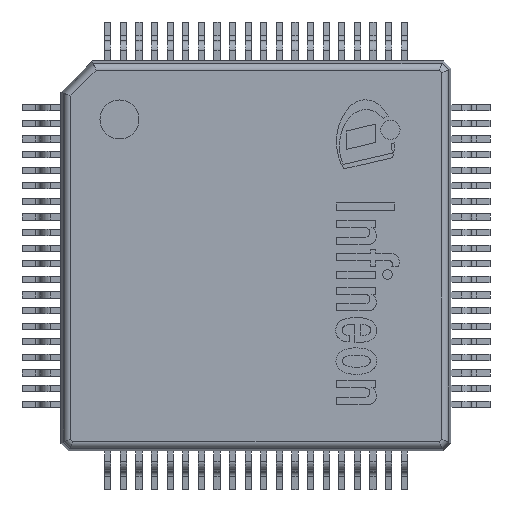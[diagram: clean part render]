
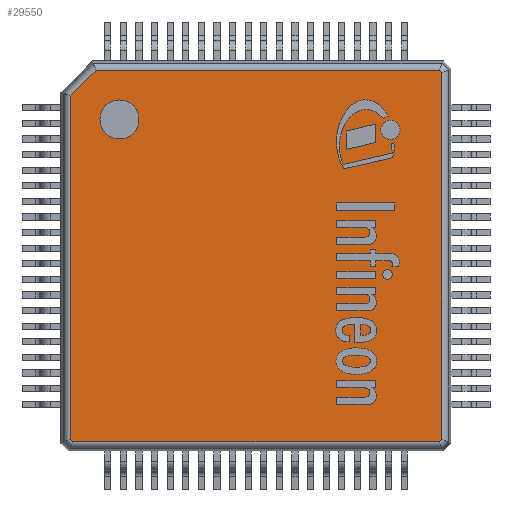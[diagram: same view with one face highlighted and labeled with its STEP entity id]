
A CAD part, top view. The second image highlights one B-rep face of the part: STEP entity #29550.
In plain terms, the highlighted planar face has unit normal (0, 0, 1).
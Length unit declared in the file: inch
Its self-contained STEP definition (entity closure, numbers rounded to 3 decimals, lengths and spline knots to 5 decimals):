
#101=FACE_BOUND('',#3328,.T.);
#397=PLANE('',#31624);
#1585=FACE_OUTER_BOUND('',#3327,.T.);
#3327=EDGE_LOOP('',(#20954,#20955,#20956,#20957,#20958,#20959,#20960,#20961));
#3328=EDGE_LOOP('',(#20962));
#5162=LINE('',#44398,#8361);
#5164=LINE('',#44406,#8363);
#5166=LINE('',#44412,#8365);
#5169=LINE('',#44420,#8368);
#5171=LINE('',#44426,#8370);
#5173=LINE('',#44432,#8372);
#5175=LINE('',#44438,#8374);
#5177=LINE('',#44442,#8376);
#8361=VECTOR('',#35322,1.);
#8363=VECTOR('',#35330,1.);
#8365=VECTOR('',#35336,1.);
#8368=VECTOR('',#35343,1.);
#8370=VECTOR('',#35349,1.);
#8372=VECTOR('',#35355,1.);
#8374=VECTOR('',#35361,1.);
#8376=VECTOR('',#35367,1.);
#11489=CIRCLE('',#31625,0.5);
#12839=VERTEX_POINT('',#44396);
#12840=VERTEX_POINT('',#44397);
#12843=VERTEX_POINT('',#44405);
#12845=VERTEX_POINT('',#44411);
#12848=VERTEX_POINT('',#44419);
#12850=VERTEX_POINT('',#44425);
#12852=VERTEX_POINT('',#44431);
#12854=VERTEX_POINT('',#44437);
#12860=VERTEX_POINT('',#44462);
#15929=EDGE_CURVE('',#12839,#12840,#5162,.T.);
#15933=EDGE_CURVE('',#12840,#12843,#5164,.T.);
#15936=EDGE_CURVE('',#12843,#12845,#5166,.T.);
#15940=EDGE_CURVE('',#12845,#12848,#5169,.T.);
#15943=EDGE_CURVE('',#12848,#12850,#5171,.T.);
#15946=EDGE_CURVE('',#12850,#12852,#5173,.T.);
#15949=EDGE_CURVE('',#12852,#12854,#5175,.T.);
#15952=EDGE_CURVE('',#12854,#12839,#5177,.T.);
#15962=EDGE_CURVE('',#12860,#12860,#11489,.T.);
#20954=ORIENTED_EDGE('',*,*,#15929,.F.);
#20955=ORIENTED_EDGE('',*,*,#15952,.F.);
#20956=ORIENTED_EDGE('',*,*,#15949,.F.);
#20957=ORIENTED_EDGE('',*,*,#15946,.F.);
#20958=ORIENTED_EDGE('',*,*,#15943,.F.);
#20959=ORIENTED_EDGE('',*,*,#15940,.F.);
#20960=ORIENTED_EDGE('',*,*,#15936,.F.);
#20961=ORIENTED_EDGE('',*,*,#15933,.F.);
#20962=ORIENTED_EDGE('',*,*,#15962,.T.);
#29550=ADVANCED_FACE('',(#1585,#101),#397,.T.);
#31624=AXIS2_PLACEMENT_3D('',#44461,#35385,#35386);
#31625=AXIS2_PLACEMENT_3D('',#44463,#35387,#35388);
#35322=DIRECTION('',(0.707,-0.707,0.));
#35330=DIRECTION('',(0.,-1.,0.));
#35336=DIRECTION('',(-0.707,-0.707,0.));
#35343=DIRECTION('',(-1.,0.,0.));
#35349=DIRECTION('',(-0.707,0.707,0.));
#35355=DIRECTION('',(0.,1.,0.));
#35361=DIRECTION('',(0.707,0.707,0.));
#35367=DIRECTION('',(1.,0.,0.));
#35385=DIRECTION('center_axis',(0.,0.,1.));
#35386=DIRECTION('ref_axis',(0.,-1.,0.));
#35387=DIRECTION('center_axis',(0.,0.,-1.));
#35388=DIRECTION('ref_axis',(-1.,0.,0.));
#44396=CARTESIAN_POINT('',(4.70067,4.76019,1.2));
#44397=CARTESIAN_POINT('',(4.76019,4.70067,1.2));
#44398=CARTESIAN_POINT('',(4.70444,4.75642,1.2));
#44405=CARTESIAN_POINT('',(4.76019,-4.70067,1.2));
#44406=CARTESIAN_POINT('',(4.76019,2.37599,1.2));
#44411=CARTESIAN_POINT('',(4.70067,-4.76019,1.2));
#44412=CARTESIAN_POINT('',(4.78043,-4.68043,1.2));
#44419=CARTESIAN_POINT('',(-4.70067,-4.76019,1.2));
#44420=CARTESIAN_POINT('',(2.42401,-4.76019,1.2));
#44425=CARTESIAN_POINT('',(-4.76019,-4.70067,1.2));
#44426=CARTESIAN_POINT('',(-4.65642,-4.80444,1.2));
#44431=CARTESIAN_POINT('',(-4.76019,4.10067,1.2));
#44432=CARTESIAN_POINT('',(-4.76019,-2.42401,1.2));
#44437=CARTESIAN_POINT('',(-4.10067,4.76019,1.2));
#44438=CARTESIAN_POINT('',(-4.63043,4.23043,1.2));
#44442=CARTESIAN_POINT('',(-2.07599,4.76019,1.2));
#44461=CARTESIAN_POINT('Origin',(0.04803,-0.04803,
1.2));
#44462=CARTESIAN_POINT('',(-3.,3.5,1.2));
#44463=CARTESIAN_POINT('Origin',(-3.5,3.5,1.2));
